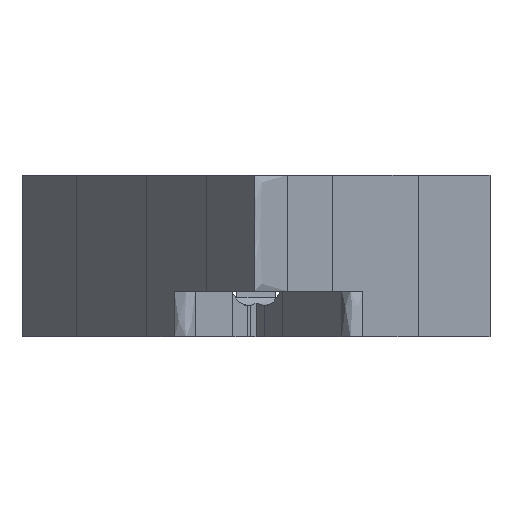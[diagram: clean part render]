
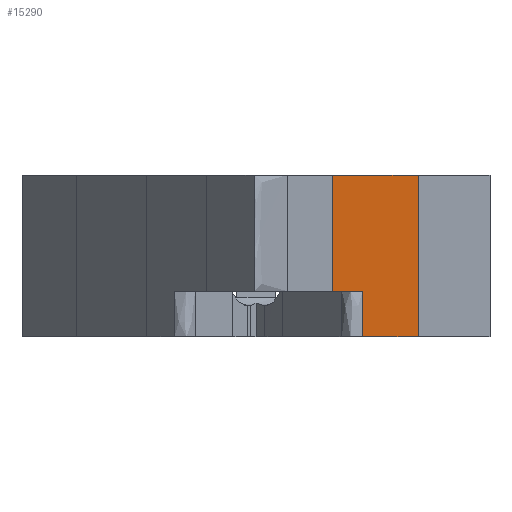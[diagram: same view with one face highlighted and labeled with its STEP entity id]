
A CAD part, front view. The second image highlights one B-rep face of the part: STEP entity #15290.
In plain terms, the highlighted free-form (B-spline) face has degree [3, 1] with [4, 2] control points.
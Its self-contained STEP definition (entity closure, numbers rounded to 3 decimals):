
#662=(
BOUNDED_CURVE()
B_SPLINE_CURVE(3,(#20054,#20055,#20056,#20057),.UNSPECIFIED.,.F.,.F.)
B_SPLINE_CURVE_WITH_KNOTS((4,4),(-1.,-0.491),.UNSPECIFIED.)
CURVE()
GEOMETRIC_REPRESENTATION_ITEM()
RATIONAL_B_SPLINE_CURVE((1.,1.,1.,1.))
REPRESENTATION_ITEM('')
);
#663=(
BOUNDED_CURVE()
B_SPLINE_CURVE(3,(#20130,#20131,#20132,#20133),.UNSPECIFIED.,.F.,.F.)
B_SPLINE_CURVE_WITH_KNOTS((4,4),(0.,1.),.UNSPECIFIED.)
CURVE()
GEOMETRIC_REPRESENTATION_ITEM()
RATIONAL_B_SPLINE_CURVE((1.,1.,1.,1.))
REPRESENTATION_ITEM('')
);
#840=LINE('',#20128,#2749);
#841=LINE('',#20134,#2750);
#2749=VECTOR('',#16724,10.);
#2750=VECTOR('',#16725,10.);
#4652=(
BOUNDED_SURFACE()
B_SPLINE_SURFACE(3,1,((#20119,#20120),(#20121,#20122),(#20123,#20124),(#20125,
#20126)),.UNSPECIFIED.,.F.,.F.,.F.)
B_SPLINE_SURFACE_WITH_KNOTS((4,4),(2,2),(0.,1.),(-0.77,1.),
 .UNSPECIFIED.)
GEOMETRIC_REPRESENTATION_ITEM()
RATIONAL_B_SPLINE_SURFACE(((1.,1.),(1.,1.),(1.,1.),(1.,1.)))
REPRESENTATION_ITEM('')
SURFACE()
);
#4792=FACE_OUTER_BOUND('',#5577,.T.);
#5577=EDGE_LOOP('',(#10580,#10581,#10582,#10583,#10584,#10585,#10586));
#6374=B_SPLINE_CURVE_WITH_KNOTS('',3,(#20010,#20011,#20012,#20013),
 .UNSPECIFIED.,.F.,.F.,(4,4),(0.,0.5),.UNSPECIFIED.);
#6384=B_SPLINE_CURVE_WITH_KNOTS('',3,(#20096,#20097,#20098,#20099),
 .UNSPECIFIED.,.F.,.F.,(4,4),(-0.232,-0.105),
 .UNSPECIFIED.);
#6385=B_SPLINE_CURVE_WITH_KNOTS('',3,(#20101,#20102,#20103,#20104),
 .UNSPECIFIED.,.F.,.F.,(4,4),(-0.053,-0.022),
 .UNSPECIFIED.);
#6623=VERTEX_POINT('',#20001);
#6624=VERTEX_POINT('',#20009);
#6634=VERTEX_POINT('',#20052);
#6641=VERTEX_POINT('',#20095);
#6642=VERTEX_POINT('',#20100);
#6645=VERTEX_POINT('',#20127);
#6646=VERTEX_POINT('',#20129);
#8196=EDGE_CURVE('',#6623,#6624,#6374,.T.);
#8208=EDGE_CURVE('',#6634,#6623,#662,.T.);
#8216=EDGE_CURVE('',#6624,#6641,#6384,.T.);
#8217=EDGE_CURVE('',#6642,#6641,#6385,.T.);
#8221=EDGE_CURVE('',#6634,#6645,#840,.T.);
#8222=EDGE_CURVE('',#6646,#6645,#663,.T.);
#8223=EDGE_CURVE('',#6642,#6646,#841,.T.);
#10580=ORIENTED_EDGE('',*,*,#8196,.F.);
#10581=ORIENTED_EDGE('',*,*,#8208,.F.);
#10582=ORIENTED_EDGE('',*,*,#8221,.T.);
#10583=ORIENTED_EDGE('',*,*,#8222,.F.);
#10584=ORIENTED_EDGE('',*,*,#8223,.F.);
#10585=ORIENTED_EDGE('',*,*,#8217,.T.);
#10586=ORIENTED_EDGE('',*,*,#8216,.F.);
#15290=ADVANCED_FACE('',(#4792),#4652,.T.);
#16724=DIRECTION('',(0.,0.,1.));
#16725=DIRECTION('',(0.,0.,1.));
#20001=CARTESIAN_POINT('',(36.26,10.787,-6.164));
#20009=CARTESIAN_POINT('',(36.26,10.787,-1.164));
#20010=CARTESIAN_POINT('Ctrl Pts',(36.26,10.787,-6.164));
#20011=CARTESIAN_POINT('Ctrl Pts',(36.26,10.787,-4.497));
#20012=CARTESIAN_POINT('Ctrl Pts',(36.26,10.787,-2.83));
#20013=CARTESIAN_POINT('Ctrl Pts',(36.26,10.787,-1.164));
#20052=CARTESIAN_POINT('',(42.352,19.405,-6.164));
#20054=CARTESIAN_POINT('Ctrl Pts',(42.352,19.405,-6.164));
#20055=CARTESIAN_POINT('Ctrl Pts',(40.154,16.291,-6.164));
#20056=CARTESIAN_POINT('Ctrl Pts',(37.978,13.215,-6.164));
#20057=CARTESIAN_POINT('Ctrl Pts',(36.26,10.787,-6.164));
#20095=CARTESIAN_POINT('',(34.,7.59,-1.164));
#20096=CARTESIAN_POINT('Ctrl Pts',(36.26,10.787,-1.164));
#20097=CARTESIAN_POINT('Ctrl Pts',(35.35,9.501,-1.164));
#20098=CARTESIAN_POINT('Ctrl Pts',(34.582,8.414,-1.164));
#20099=CARTESIAN_POINT('Ctrl Pts',(34.,7.59,-1.164));
#20100=CARTESIAN_POINT('',(32.964,6.119,-1.164));
#20101=CARTESIAN_POINT('Ctrl Pts',(32.964,6.119,-1.164));
#20102=CARTESIAN_POINT('Ctrl Pts',(33.152,6.388,-1.164));
#20103=CARTESIAN_POINT('Ctrl Pts',(33.509,6.895,-1.164));
#20104=CARTESIAN_POINT('Ctrl Pts',(34.,7.59,-1.164));
#20119=CARTESIAN_POINT('Ctrl Pts',(32.964,6.119,-6.164));
#20120=CARTESIAN_POINT('Ctrl Pts',(32.964,6.119,11.536));
#20121=CARTESIAN_POINT('Ctrl Pts',(33.804,7.321,-6.164));
#20122=CARTESIAN_POINT('Ctrl Pts',(33.804,7.321,11.536));
#20123=CARTESIAN_POINT('Ctrl Pts',(38.035,13.29,-6.164));
#20124=CARTESIAN_POINT('Ctrl Pts',(38.035,13.29,11.536));
#20125=CARTESIAN_POINT('Ctrl Pts',(42.352,19.405,-6.164));
#20126=CARTESIAN_POINT('Ctrl Pts',(42.352,19.405,11.536));
#20127=CARTESIAN_POINT('',(42.352,19.405,11.536));
#20128=CARTESIAN_POINT('',(42.352,19.405,1.536));
#20129=CARTESIAN_POINT('',(32.964,6.119,11.536));
#20130=CARTESIAN_POINT('Ctrl Pts',(32.964,6.119,11.536));
#20131=CARTESIAN_POINT('Ctrl Pts',(33.804,7.321,11.536));
#20132=CARTESIAN_POINT('Ctrl Pts',(38.035,13.29,11.536));
#20133=CARTESIAN_POINT('Ctrl Pts',(42.352,19.405,11.536));
#20134=CARTESIAN_POINT('',(32.964,6.119,1.536));
